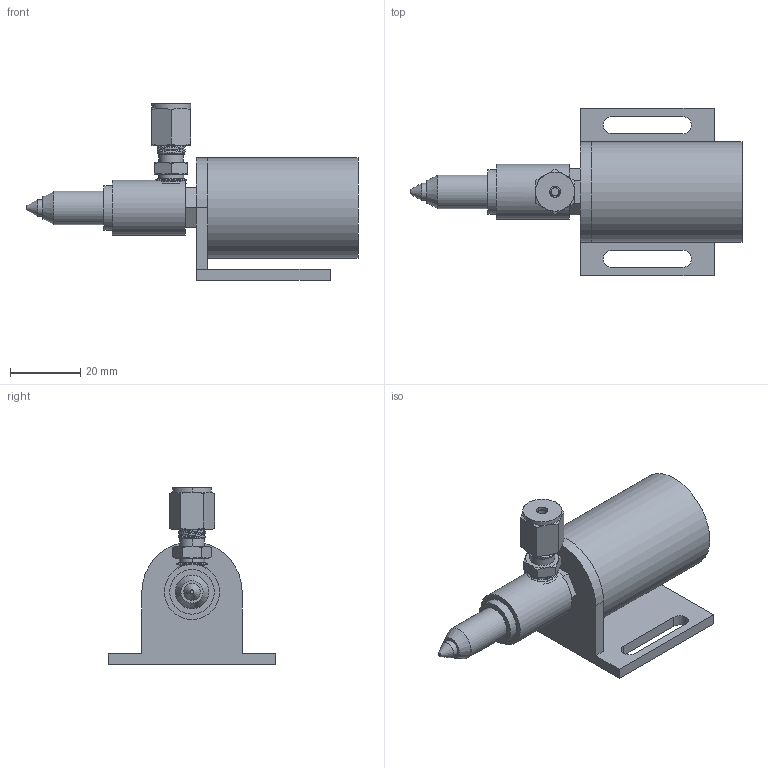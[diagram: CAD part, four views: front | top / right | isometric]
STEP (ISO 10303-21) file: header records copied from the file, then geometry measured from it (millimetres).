
FILE_DESCRIPTION(/* description */ ('Alibre Inc.'),/* implementation_level */ '2;1');
FILE_NAME(/* name */ 'export0',/* time_stamp */ '2014-07-15T21:24:05-04:00',/* author */ (''),/* organization */ (''),/* preprocessor_version */ 'ST-DEVELOPER v14',/* originating_system */ 'Alibre',/* authorisation */ '');
FILE_SCHEMA (('CONFIG_CONTROL_DESIGN'));
Length unit declared in the file: inch
Products named in the file (6): ID_1; ID_2; ID_3; ID_4
Bounding box: 94.63 x 47.62 x 50.36 mm (x, y, z)
Volume: 42530.2 mm3; surface area: 16264.3 mm2
Topology: 7 solids, 7 shells, 233 faces, 939 edges, 730 vertices
Faces by surface type: cone 90, plane 55, cylinder 52, revolution 36
Full cylindrical faces by diameter (mm): 4.826 x1, 6.35 x2, 9.525 x1, 11.113 x2, 12.7 x1, 15.748 x1, 28.575 x1
Entity records: 11394 total; most frequent: CARTESIAN_POINT 2376, DIRECTION 1869, ORIENTED_EDGE 1850, EDGE_CURVE 925, AXIS2_PLACEMENT_3D 843, VERTEX_POINT 727, CIRCLE 631, EDGE_LOOP 266
